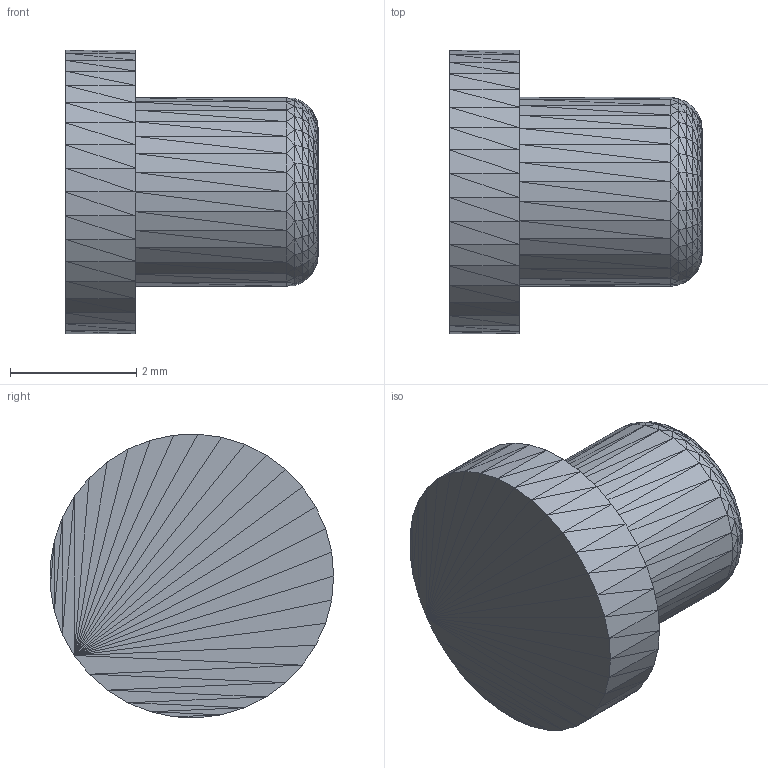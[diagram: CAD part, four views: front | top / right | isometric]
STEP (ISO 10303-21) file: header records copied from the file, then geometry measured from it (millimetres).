
FILE_DESCRIPTION((''),'2;1');
FILE_NAME('3D-ESPAI v514', '2025-04-07T05:32:34', (''), (''), 'ImageToStl.com STEP Converter','', '');
FILE_SCHEMA(('AUTOMOTIVE_DESIGN_CC2'));
Length unit declared in the file: metre
Products named in the file (1): product0
Bounding box: 4 x 4.49 x 4.5 mm (x, y, z)
Surface area: 72.3 mm2 (no closed solid volume)
Topology: 0 solids, 614 shells, 614 faces, 1842 edges, 309 vertices
Faces by surface type: plane 614
Entity records: 14775 total; most frequent: DIRECTION 3072, ORIENTED_EDGE 1842, EDGE_CURVE 1842, LINE 1842, VECTOR 1842, AXIS2_PLACEMENT_3D 615, STYLED_ITEM 615, FACE_SURFACE 614
